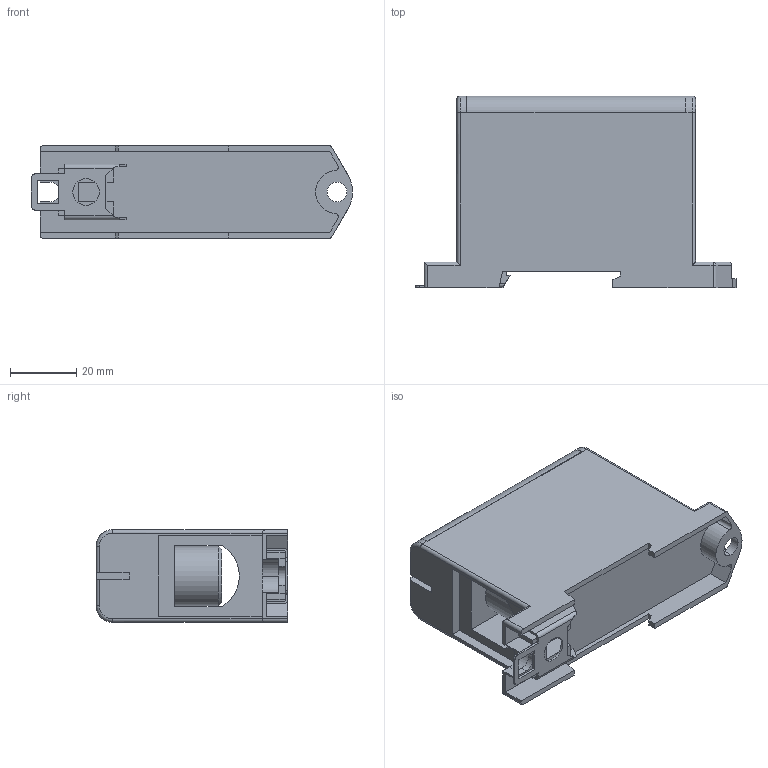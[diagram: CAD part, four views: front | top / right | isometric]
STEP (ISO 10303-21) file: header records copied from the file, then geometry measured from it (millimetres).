
FILE_DESCRIPTION (( 'STEP AP214' ), '1' );
FILE_NAME ('YZN12-150-K03 Êëåììà ââîäíàÿ ñèëîâàÿ ÊÂÑ 35–150 ìì2.STEP', '2020-02-25T11:31:42', ( '' ), ( '' ), 'SwSTEP 2.0', 'SolidWorks 2017', '' );
FILE_SCHEMA (( 'AUTOMOTIVE_DESIGN' ));
Length unit declared in the file: millimetre
Products named in the file (1): YZN12-150-K03 Êëåììà ââîäíàÿ ñèëîâàÿ ÊÂÑ 35–150 ìì2
Bounding box: 97.1 x 58 x 28 mm (x, y, z)
Volume: 83162.2 mm3; surface area: 27888.5 mm2
Topology: 1 solids, 1 shells, 200 faces, 546 edges, 352 vertices
Faces by surface type: plane 132, cylinder 58, cone 4, torus 4, sphere 2
Entity records: 6308 total; most frequent: CARTESIAN_POINT 1176, ORIENTED_EDGE 1088, DIRECTION 1024, EDGE_CURVE 544, LINE 424, VECTOR 424, VERTEX_POINT 352, AXIS2_PLACEMENT_3D 300
